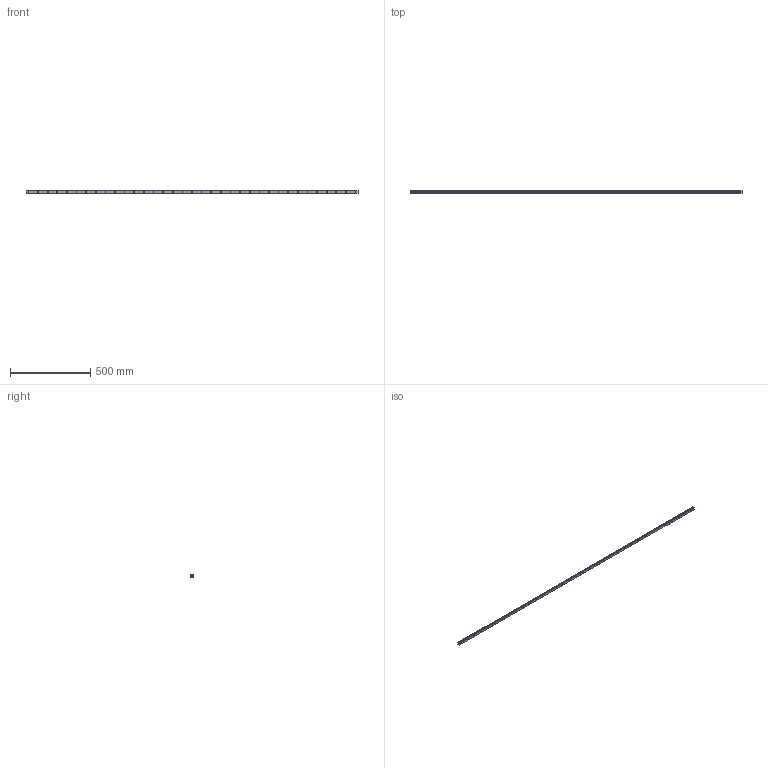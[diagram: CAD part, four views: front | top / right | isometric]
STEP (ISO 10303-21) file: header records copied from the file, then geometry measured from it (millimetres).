
FILE_DESCRIPTION (( 'STEP AP214' ), '1' );
FILE_NAME ('SSR15XTB1SS-2070LY_G15_0_PB1021B_1006-55_0_0_0.STEP', '2021-06-24T12:43:10', ( '' ), ( '' ), 'SwSTEP 2.0', 'SolidWorks 2021', '' );
FILE_SCHEMA (( 'AUTOMOTIVE_DESIGN' ));
Length unit declared in the file: millimetre
Products named in the file (2): SSR15XTB1SS-2070LY_G15_0_PB1021B_1006-55_0_0_0; _SSR15XTBY207015Y Track
Assembly tree (1 placements, depth 2):
  SSR15XTB1SS-2070LY_G15_0_PB1021B_1006-55_0_0_0
    _SSR15XTBY207015Y Track
Bounding box: 2070 x 12.5 x 15 mm (x, y, z)
Volume: 335846 mm3; surface area: 126255.7 mm2
Topology: 1 solids, 1 shells, 203 faces, 498 edges, 332 vertices
Faces by surface type: cylinder 148, plane 55
Entity records: 6354 total; most frequent: DIRECTION 1208, CARTESIAN_POINT 1037, ORIENTED_EDGE 996, AXIS2_PLACEMENT_3D 503, EDGE_CURVE 498, VERTEX_POINT 332, EDGE_LOOP 308, CIRCLE 296
